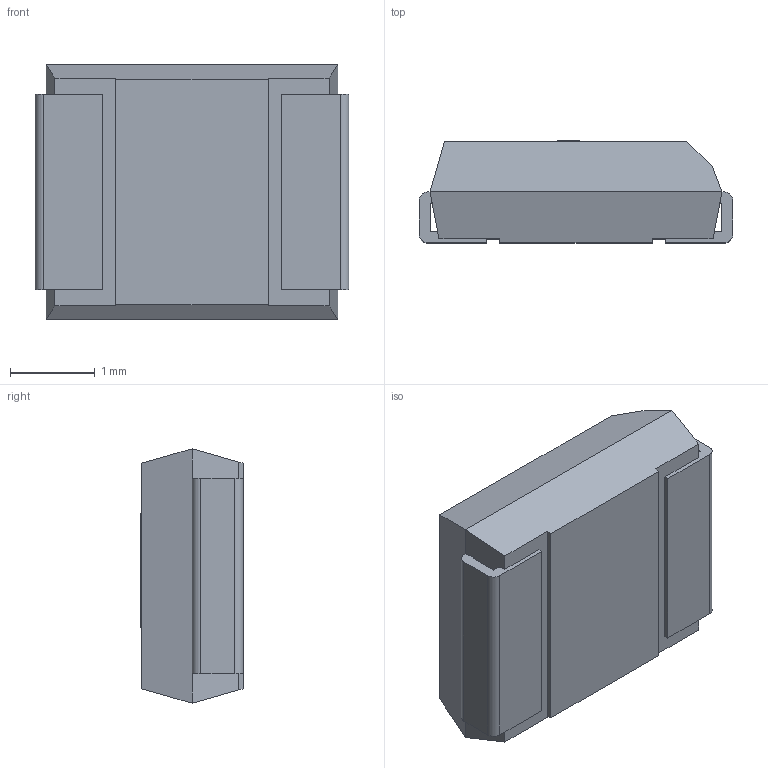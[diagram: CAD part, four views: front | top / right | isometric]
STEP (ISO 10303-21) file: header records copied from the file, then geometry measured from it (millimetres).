
FILE_DESCRIPTION (( 'STEP AP214' ), '1' );
FILE_NAME ('CTSM_TCM2NBKRP_3528_L3.7W3H1.2T0.13S0.8F2.3A1.9E2.2G1.8X0.05.STEP', '2022-03-02T20:51:08', ( '' ), ( '' ), 'SwSTEP 2.0', 'SolidWorks 2020', '' );
FILE_SCHEMA (( 'AUTOMOTIVE_DESIGN' ));
Length unit declared in the file: millimetre
Products named in the file (1): CTSM_TCM2NBKRP_3528_L3.7W3H1.2T0.13S0.8F2.3A1.9E2.2G1.8X0.05
Bounding box: 3.7 x 1.21 x 3 mm (x, y, z)
Volume: 11.4 mm3; surface area: 37.8 mm2
Topology: 4 solids, 4 shells, 94 faces, 262 edges, 172 vertices
Faces by surface type: plane 90, cylinder 4
Entity records: 3426 total; most frequent: CARTESIAN_POINT 529, ORIENTED_EDGE 524, DIRECTION 460, EDGE_CURVE 262, VECTOR 254, LINE 254, VERTEX_POINT 172, AXIS2_PLACEMENT_3D 103
